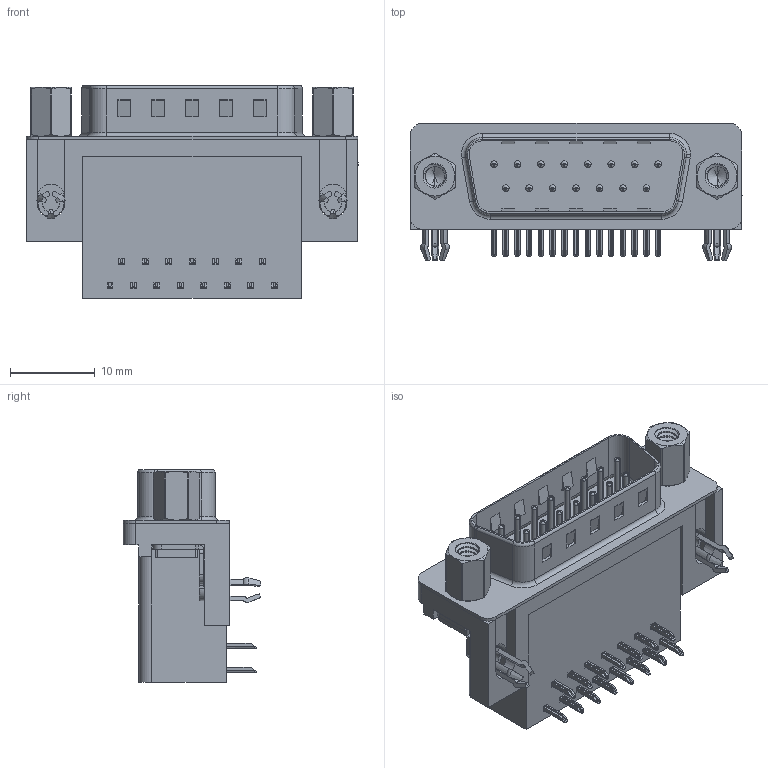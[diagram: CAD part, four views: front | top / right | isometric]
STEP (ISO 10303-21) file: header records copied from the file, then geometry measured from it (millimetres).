
FILE_DESCRIPTION (( 'STEP AP203' ), '1' );
FILE_NAME ('625-015-662-543.STEP', '2018-11-06T00:53:33', ( '' ), ( '' ), 'SwSTEP 2.0', 'SolidWorks 2016', '' );
FILE_SCHEMA (( 'CONFIG_CONTROL_DESIGN' ));
Length unit declared in the file: millimetre
Products named in the file (8): 625 3 Prong Board Lock; 625 4-40 Threaded Rivet; 625 4-40 Hex Standoff 5; 625-015-662-543; 625 Housing_15 Socket; 625 Shell_15 Socket; 625 Contact Bottom; 625 Contact Top
Assembly tree (23 placements, depth 2):
  625-015-662-543
    625 Housing_15 Socket
    625 Shell_15 Socket
    625 Contact Bottom  x7
    625 Contact Top  x8
    625 3 Prong Board Lock  x2
    625 4-40 Threaded Rivet  x2
    625 4-40 Hex Standoff 5  x2
Bounding box: 39.22 x 16.25 x 25.16 mm (x, y, z)
Volume: 6464.6 mm3; surface area: 6968.3 mm2
Topology: 23 solids, 23 shells, 1709 faces, 4339 edges, 2713 vertices
Faces by surface type: plane 953, cylinder 525, torus 145, cone 68, bspline 18
Entity records: 25548 total; most frequent: CARTESIAN_POINT 8135, DIRECTION 3391, ORIENTED_EDGE 3370, EDGE_CURVE 1685, AXIS2_PLACEMENT_3D 1169, VERTEX_POINT 1082, VECTOR 1053, LINE 1053
